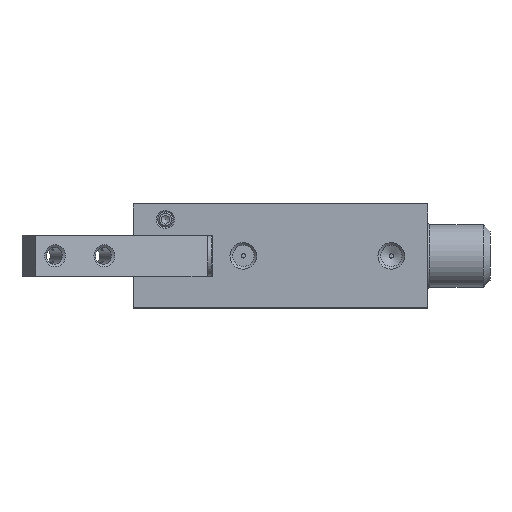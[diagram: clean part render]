
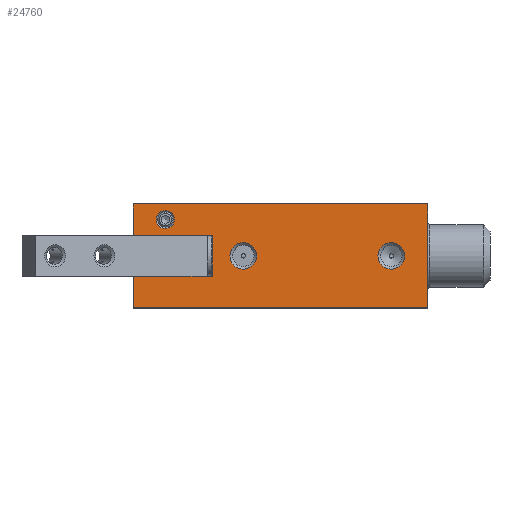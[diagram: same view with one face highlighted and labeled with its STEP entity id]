
A CAD part, top view. The second image highlights one B-rep face of the part: STEP entity #24760.
In plain terms, the highlighted planar face has unit normal (0, 0, 1).
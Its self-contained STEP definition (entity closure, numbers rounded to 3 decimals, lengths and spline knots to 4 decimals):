
#336=CIRCLE($,#25506,0.173);
#358=CIRCLE($,#25550,0.2567);
#359=CIRCLE($,#25551,0.2567);
#621=FACE_BOUND($,#4051,.T.);
#622=FACE_BOUND($,#4052,.T.);
#623=FACE_BOUND($,#4053,.T.);
#1139=PLANE($,#25549);
#2468=FACE_OUTER_BOUND($,#4050,.T.);
#4050=EDGE_LOOP($,(#22473,#22474,#22475,#22476,#22477,#22478,#22479,#22480,
#22481,#22482));
#4051=EDGE_LOOP($,(#22483));
#4052=EDGE_LOOP($,(#22484));
#4053=EDGE_LOOP($,(#22485));
#4847=LINE($,#33119,#6644);
#5245=LINE($,#39228,#7042);
#5925=LINE($,#49271,#7722);
#5943=LINE($,#49308,#7740);
#5950=LINE($,#49327,#7747);
#5989=LINE($,#49622,#7786);
#5990=LINE($,#49624,#7787);
#5993=LINE($,#49630,#7790);
#5996=LINE($,#49672,#7793);
#5997=LINE($,#49749,#7794);
#6644=VECTOR($,#26735,5.67);
#7042=VECTOR($,#27321,5.67);
#7722=VECTOR($,#28591,0.9699);
#7740=VECTOR($,#28617,0.5501);
#7747=VECTOR($,#28632,0.5501);
#7786=VECTOR($,#28767,0.9699);
#7787=VECTOR($,#28770,0.6075);
#7790=VECTOR($,#28779,0.6075);
#7793=VECTOR($,#28840,0.785);
#7794=VECTOR($,#28899,2.);
#9967=VERTEX_POINT($,#33117);
#9968=VERTEX_POINT($,#33118);
#10863=VERTEX_POINT($,#39226);
#10864=VERTEX_POINT($,#39227);
#11638=VERTEX_POINT($,#49268);
#11639=VERTEX_POINT($,#49270);
#11654=VERTEX_POINT($,#49306);
#11661=VERTEX_POINT($,#49325);
#11662=VERTEX_POINT($,#49326);
#11702=VERTEX_POINT($,#49620);
#11706=VERTEX_POINT($,#49650);
#11726=VERTEX_POINT($,#49750);
#11727=VERTEX_POINT($,#49752);
#12701=EDGE_CURVE($,#9967,#9968,#4847,.T.);
#13800=EDGE_CURVE($,#10863,#10864,#5245,.T.);
#15198=EDGE_CURVE($,#11638,#11639,#5925,.T.);
#15217=EDGE_CURVE($,#11654,#11638,#5943,.T.);
#15226=EDGE_CURVE($,#11661,#11662,#5950,.T.);
#15287=EDGE_CURVE($,#11702,#11661,#5989,.T.);
#15288=EDGE_CURVE($,#11662,#9967,#5990,.T.);
#15292=EDGE_CURVE($,#10864,#11654,#5993,.T.);
#15298=EDGE_CURVE($,#11706,#11706,#336,.T.);
#15306=EDGE_CURVE($,#11639,#11702,#5996,.T.);
#15322=EDGE_CURVE($,#10863,#9968,#5997,.T.);
#15323=EDGE_CURVE($,#11726,#11726,#358,.T.);
#15324=EDGE_CURVE($,#11727,#11727,#359,.T.);
#22473=ORIENTED_EDGE($,*,*,#15292,.F.);
#22474=ORIENTED_EDGE($,*,*,#13800,.F.);
#22475=ORIENTED_EDGE($,*,*,#15322,.T.);
#22476=ORIENTED_EDGE($,*,*,#12701,.F.);
#22477=ORIENTED_EDGE($,*,*,#15288,.F.);
#22478=ORIENTED_EDGE($,*,*,#15226,.F.);
#22479=ORIENTED_EDGE($,*,*,#15287,.F.);
#22480=ORIENTED_EDGE($,*,*,#15306,.F.);
#22481=ORIENTED_EDGE($,*,*,#15198,.F.);
#22482=ORIENTED_EDGE($,*,*,#15217,.F.);
#22483=ORIENTED_EDGE($,*,*,#15323,.F.);
#22484=ORIENTED_EDGE($,*,*,#15298,.F.);
#22485=ORIENTED_EDGE($,*,*,#15324,.F.);
#24760=ADVANCED_FACE($,(#2468,#621,#622,#623),#1139,.T.);
#25506=AXIS2_PLACEMENT_3D($,#49651,#28810,#28811);
#25549=AXIS2_PLACEMENT_3D($,#49748,#28897,#28898);
#25550=AXIS2_PLACEMENT_3D($,#49751,#28900,#28901);
#25551=AXIS2_PLACEMENT_3D($,#49753,#28902,#28903);
#26735=DIRECTION($,(1.,0.,0.));
#27321=DIRECTION($,(-1.,0.,0.));
#28591=DIRECTION($,(1.,0.,0.));
#28617=DIRECTION($,(1.,0.,0.));
#28632=DIRECTION($,(-1.,0.,0.));
#28767=DIRECTION($,(-1.,0.,0.));
#28770=DIRECTION($,(0.,1.,0.));
#28779=DIRECTION($,(0.,1.,0.));
#28810=DIRECTION('center_axis',(0.,0.,1.));
#28811=DIRECTION('ref_axis',(-1.,0.,0.));
#28840=DIRECTION($,(0.,1.,0.));
#28897=DIRECTION('center_axis',(0.,0.,1.));
#28898=DIRECTION('ref_axis',(1.,0.,0.));
#28899=DIRECTION($,(0.,1.,0.));
#28900=DIRECTION('center_axis',(0.,0.,1.));
#28901=DIRECTION('ref_axis',(0.,1.,0.));
#28902=DIRECTION('center_axis',(0.,0.,1.));
#28903=DIRECTION('ref_axis',(-1.,0.,0.));
#33117=CARTESIAN_POINT('',(-2.12,1.,1.5));
#33118=CARTESIAN_POINT('',(3.55,1.,1.5));
#33119=CARTESIAN_POINT($,(-2.12,1.,1.5));
#39226=CARTESIAN_POINT('',(3.55,-1.,1.5));
#39227=CARTESIAN_POINT('',(-2.12,-1.,1.5));
#39228=CARTESIAN_POINT($,(3.55,-1.,1.5));
#49268=CARTESIAN_POINT('',(-1.5699,-0.3925,1.5));
#49270=CARTESIAN_POINT('',(-0.6,-0.3925,1.5));
#49271=CARTESIAN_POINT($,(-1.5699,-0.3925,1.5));
#49306=CARTESIAN_POINT('',(-2.12,-0.3925,1.5));
#49308=CARTESIAN_POINT($,(-2.12,-0.3925,1.5));
#49325=CARTESIAN_POINT('',(-1.5699,0.3925,1.5));
#49326=CARTESIAN_POINT('',(-2.12,0.3925,1.5));
#49327=CARTESIAN_POINT($,(-1.5699,0.3925,1.5));
#49620=CARTESIAN_POINT('',(-0.6,0.3925,1.5));
#49622=CARTESIAN_POINT($,(-0.6,0.3925,1.5));
#49624=CARTESIAN_POINT($,(-2.12,0.3925,1.5));
#49630=CARTESIAN_POINT($,(-2.12,-1.,1.5));
#49650=CARTESIAN_POINT('',(-1.3271,0.7,1.5));
#49651=CARTESIAN_POINT('Origin',(-1.5,0.7,1.5));
#49672=CARTESIAN_POINT($,(-0.6,-0.3925,1.5));
#49748=CARTESIAN_POINT('Origin',(-0.1124,0.,1.5));
#49749=CARTESIAN_POINT($,(3.55,-1.,1.5));
#49750=CARTESIAN_POINT('',(2.85,-0.2567,1.5));
#49751=CARTESIAN_POINT('Origin',(2.85,0.,1.5));
#49752=CARTESIAN_POINT('',(0.2567,0.,1.5));
#49753=CARTESIAN_POINT('Origin',(0.,0.,1.5));
